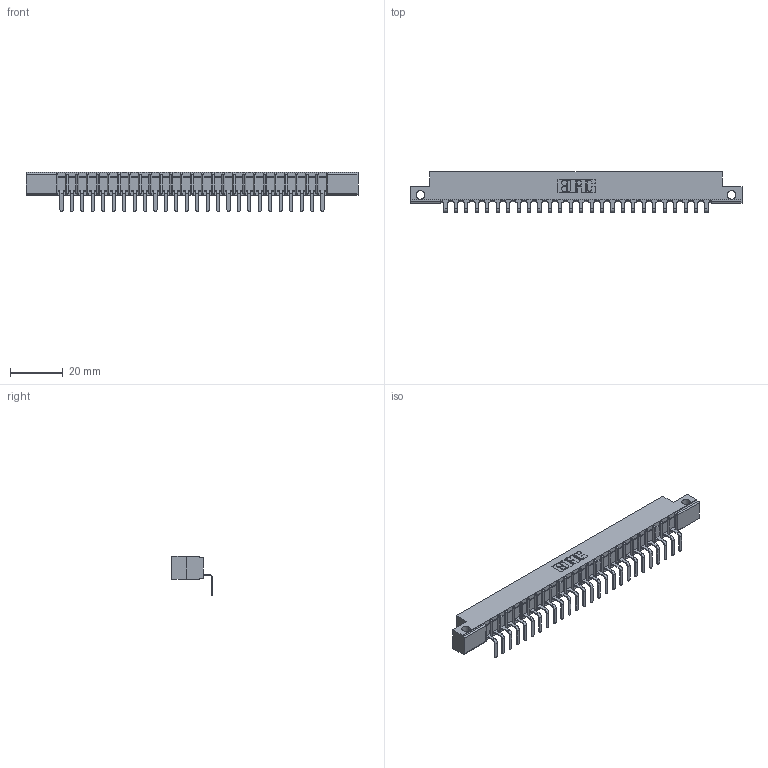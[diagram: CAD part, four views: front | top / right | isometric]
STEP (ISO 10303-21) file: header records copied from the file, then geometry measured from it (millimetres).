
FILE_DESCRIPTION (( 'STEP AP203' ), '1' );
FILE_NAME ('307-026-559-112.STEP', '2019-09-04T16:33:17', ( '' ), ( '' ), 'SwSTEP 2.0', 'SolidWorks 2016', '' );
FILE_SCHEMA (( 'CONFIG_CONTROL_DESIGN' ));
Length unit declared in the file: inch
Products named in the file (3): 307-290-001_558 559 - 1 (Single); 307 Part_.128 Dia Side Mounting Holes; 307-026-559-112
Assembly tree (27 placements, depth 2):
  307-026-559-112
    307 Part_.128 Dia Side Mounting Holes
    307-290-001_558 559 - 1 (Single)  x26
Bounding box: 126.03 x 15.46 x 14.81 mm (x, y, z)
Volume: 7903.2 mm3; surface area: 12431.8 mm2
Topology: 27 solids, 27 shells, 1705 faces, 4847 edges, 3122 vertices
Faces by surface type: plane 1084, cylinder 567, sphere 54
Entity records: 24368 total; most frequent: CARTESIAN_POINT 4100, ORIENTED_EDGE 4086, DIRECTION 3997, EDGE_CURVE 2043, LINE 1559, VECTOR 1559, VERTEX_POINT 1322, AXIS2_PLACEMENT_3D 1219
